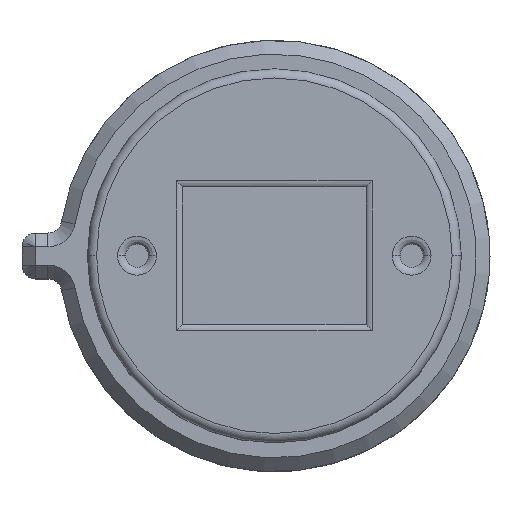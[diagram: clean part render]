
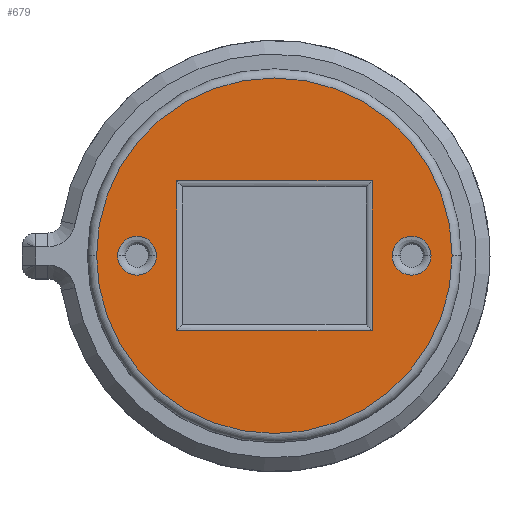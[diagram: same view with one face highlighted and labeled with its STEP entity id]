
A CAD part, top view. The second image highlights one B-rep face of the part: STEP entity #679.
In plain terms, the highlighted planar face has unit normal (0, 0, 1).
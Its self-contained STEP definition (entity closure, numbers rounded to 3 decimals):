
#60 = LINE ( 'NONE', #1370, #131 ) ;
#69 = CARTESIAN_POINT ( 'NONE',  ( 2.569, 0., 4.8 ) ) ;
#86 = CARTESIAN_POINT ( 'NONE',  ( -2.993, 0., 4.8 ) ) ;
#99 = ORIENTED_EDGE ( 'NONE', *, *, #158, .T. ) ;
#106 = EDGE_CURVE ( 'NONE', #1158, #493, #854, .T. ) ;
#110 = DIRECTION ( 'NONE',  ( 1., 0., 0. ) ) ;
#113 = CARTESIAN_POINT ( 'NONE',  ( -3.416, 0., 4.8 ) ) ;
#131 = VECTOR ( 'NONE', #462, 1000. ) ;
#135 = EDGE_CURVE ( 'NONE', #395, #328, #357, .T. ) ;
#148 = DIRECTION ( 'NONE',  ( 1., 0., 0. ) ) ;
#157 = EDGE_CURVE ( 'NONE', #706, #420, #1117, .T. ) ;
#158 = EDGE_CURVE ( 'NONE', #888, #543, #60, .T. ) ;
#163 = ORIENTED_EDGE ( 'NONE', *, *, #135, .T. ) ;
#180 = CARTESIAN_POINT ( 'NONE',  ( 0., 0., 4.8 ) ) ;
#186 = CARTESIAN_POINT ( 'NONE',  ( -2.132, 1.632, 4.8 ) ) ;
#198 = DIRECTION ( 'NONE',  ( 0., 0., -1. ) ) ;
#214 = VECTOR ( 'NONE', #610, 1000. ) ;
#238 = CARTESIAN_POINT ( 'NONE',  ( 2.132, 1.632, 4.8 ) ) ;
#253 = ORIENTED_EDGE ( 'NONE', *, *, #1441, .T. ) ;
#291 = AXIS2_PLACEMENT_3D ( 'NONE', #86, #661, #791 ) ;
#328 = VERTEX_POINT ( 'NONE', #433 ) ;
#332 = DIRECTION ( 'NONE',  ( 0., 0., 1. ) ) ;
#337 = FACE_BOUND ( 'NONE', #1080, .T. ) ;
#355 = FACE_BOUND ( 'NONE', #1254, .T. ) ;
#357 = CIRCLE ( 'NONE', #1310, 0.423 ) ;
#382 = AXIS2_PLACEMENT_3D ( 'NONE', #438, #332, #456 ) ;
#395 = VERTEX_POINT ( 'NONE', #113 ) ;
#402 = EDGE_CURVE ( 'NONE', #527, #855, #1323, .T. ) ;
#409 = VECTOR ( 'NONE', #1234, 1000. ) ;
#411 = DIRECTION ( 'NONE',  ( 0., 0., 1. ) ) ;
#420 = VERTEX_POINT ( 'NONE', #1014 ) ;
#429 = CARTESIAN_POINT ( 'NONE',  ( -2., -1.632, 4.8 ) ) ;
#433 = CARTESIAN_POINT ( 'NONE',  ( -2.569, 0., 4.8 ) ) ;
#438 = CARTESIAN_POINT ( 'NONE',  ( 0., 0., 4.8 ) ) ;
#456 = DIRECTION ( 'NONE',  ( 1., 0., 0. ) ) ;
#462 = DIRECTION ( 'NONE',  ( 1., 0., 0. ) ) ;
#463 = AXIS2_PLACEMENT_3D ( 'NONE', #180, #411, #1223 ) ;
#467 = VECTOR ( 'NONE', #1473, 1000. ) ;
#492 = CARTESIAN_POINT ( 'NONE',  ( 0., 0., 4.8 ) ) ;
#493 = VERTEX_POINT ( 'NONE', #788 ) ;
#525 = AXIS2_PLACEMENT_3D ( 'NONE', #547, #198, #1233 ) ;
#527 = VERTEX_POINT ( 'NONE', #1152 ) ;
#529 = CARTESIAN_POINT ( 'NONE',  ( -2.993, 0., 4.8 ) ) ;
#543 = VERTEX_POINT ( 'NONE', #238 ) ;
#547 = CARTESIAN_POINT ( 'NONE',  ( 2.993, 0., 4.8 ) ) ;
#605 = DIRECTION ( 'NONE',  ( 0., 0., 1. ) ) ;
#607 = AXIS2_PLACEMENT_3D ( 'NONE', #492, #605, #148 ) ;
#610 = DIRECTION ( 'NONE',  ( 0., -1., 0. ) ) ;
#638 = EDGE_LOOP ( 'NONE', ( #826, #163 ) ) ;
#661 = DIRECTION ( 'NONE',  ( 0., 0., -1. ) ) ;
#679 = ADVANCED_FACE ( 'NONE', ( #697, #355, #337, #1291 ), #735, .T. ) ;
#697 = FACE_OUTER_BOUND ( 'NONE', #1124, .T. ) ;
#706 = VERTEX_POINT ( 'NONE', #739 ) ;
#735 = PLANE ( 'NONE',  #607 ) ;
#739 = CARTESIAN_POINT ( 'NONE',  ( -3.875, 0., 4.8 ) ) ;
#788 = CARTESIAN_POINT ( 'NONE',  ( -2.132, -1.632, 4.8 ) ) ;
#791 = DIRECTION ( 'NONE',  ( 1., 0., 0. ) ) ;
#826 = ORIENTED_EDGE ( 'NONE', *, *, #966, .T. ) ;
#841 = EDGE_CURVE ( 'NONE', #543, #1158, #1364, .T. ) ;
#843 = EDGE_CURVE ( 'NONE', #420, #706, #1077, .T. ) ;
#852 = CIRCLE ( 'NONE', #525, 0.423 ) ;
#854 = LINE ( 'NONE', #429, #409 ) ;
#855 = VERTEX_POINT ( 'NONE', #69 ) ;
#856 = ORIENTED_EDGE ( 'NONE', *, *, #997, .T. ) ;
#888 = VERTEX_POINT ( 'NONE', #186 ) ;
#919 = DIRECTION ( 'NONE',  ( 0., 0., -1. ) ) ;
#931 = ORIENTED_EDGE ( 'NONE', *, *, #157, .T. ) ;
#966 = EDGE_CURVE ( 'NONE', #328, #395, #1185, .T. ) ;
#996 = ORIENTED_EDGE ( 'NONE', *, *, #841, .T. ) ;
#997 = EDGE_CURVE ( 'NONE', #855, #527, #852, .T. ) ;
#1014 = CARTESIAN_POINT ( 'NONE',  ( 3.875, 0., 4.8 ) ) ;
#1077 = CIRCLE ( 'NONE', #463, 3.875 ) ;
#1080 = EDGE_LOOP ( 'NONE', ( #1252, #856 ) ) ;
#1087 = ORIENTED_EDGE ( 'NONE', *, *, #843, .T. ) ;
#1117 = CIRCLE ( 'NONE', #382, 3.875 ) ;
#1124 = EDGE_LOOP ( 'NONE', ( #1087, #931 ) ) ;
#1129 = CARTESIAN_POINT ( 'NONE',  ( -2.132, 1.5, 4.8 ) ) ;
#1139 = CARTESIAN_POINT ( 'NONE',  ( 2.993, 0., 4.8 ) ) ;
#1152 = CARTESIAN_POINT ( 'NONE',  ( 3.416, 0., 4.8 ) ) ;
#1158 = VERTEX_POINT ( 'NONE', #1405 ) ;
#1162 = ORIENTED_EDGE ( 'NONE', *, *, #106, .T. ) ;
#1181 = CARTESIAN_POINT ( 'NONE',  ( 2.132, -1.5, 4.8 ) ) ;
#1184 = LINE ( 'NONE', #1129, #467 ) ;
#1185 = CIRCLE ( 'NONE', #291, 0.423 ) ;
#1223 = DIRECTION ( 'NONE',  ( 1., 0., 0. ) ) ;
#1233 = DIRECTION ( 'NONE',  ( 1., 0., 0. ) ) ;
#1234 = DIRECTION ( 'NONE',  ( -1., 0., 0. ) ) ;
#1252 = ORIENTED_EDGE ( 'NONE', *, *, #402, .T. ) ;
#1254 = EDGE_LOOP ( 'NONE', ( #253, #99, #996, #1162 ) ) ;
#1291 = FACE_BOUND ( 'NONE', #638, .T. ) ;
#1310 = AXIS2_PLACEMENT_3D ( 'NONE', #529, #1354, #110 ) ;
#1323 = CIRCLE ( 'NONE', #1380, 0.423 ) ;
#1354 = DIRECTION ( 'NONE',  ( 0., 0., -1. ) ) ;
#1364 = LINE ( 'NONE', #1181, #214 ) ;
#1367 = DIRECTION ( 'NONE',  ( 1., 0., 0. ) ) ;
#1370 = CARTESIAN_POINT ( 'NONE',  ( 2., 1.632, 4.8 ) ) ;
#1380 = AXIS2_PLACEMENT_3D ( 'NONE', #1139, #919, #1367 ) ;
#1405 = CARTESIAN_POINT ( 'NONE',  ( 2.132, -1.632, 4.8 ) ) ;
#1441 = EDGE_CURVE ( 'NONE', #493, #888, #1184, .T. ) ;
#1473 = DIRECTION ( 'NONE',  ( 0., 1., 0. ) ) ;
